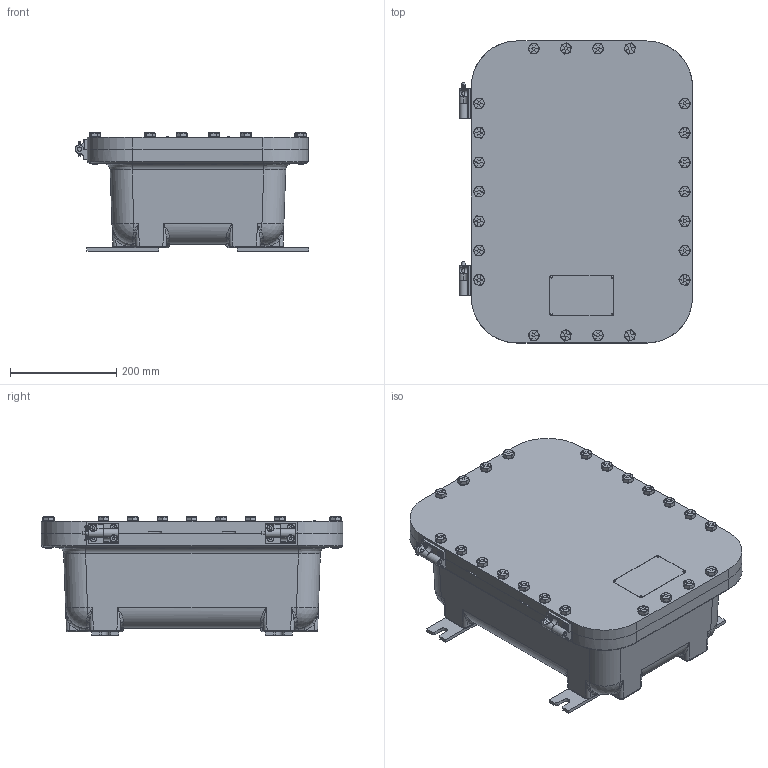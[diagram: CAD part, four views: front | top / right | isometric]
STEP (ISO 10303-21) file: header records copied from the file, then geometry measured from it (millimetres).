
FILE_DESCRIPTION(/* description */ (''),/* implementation_level */ '2;1');
FILE_NAME(/* name */ 'KIL_EXBLTP - 12186 N4.stp',/* time_stamp */ '2020-01-13T15:49:07+05:00',/* author */ ('mashraf'),/* organization */ (''),/* preprocessor_version */ 'ST-DEVELOPER v18',/* originating_system */ 'Autodesk Inventor 2020',/* authorisation */ '');
FILE_SCHEMA (('AUTOMOTIVE_DESIGN { 1 0 10303 214 3 1 1 }'));
Length unit declared in the file: inch
Products named in the file (16): EXBLTP - 12186 N4; 51305ABAM (EXBLT-12186); 25328AAAM; 0720361B; 20859AAAB; 16464BAAB; 0106275B; 16972AAAB; 14729AAIB-1218; Hinge 11T; 18095; SAE J487a - 1/8 x 3/4    Extended Prong Square Cut Type; Hinge 11B; 18094; 18093; 18147AABB
Assembly tree (57 placements, depth 3):
  EXBLTP - 12186 N4
    51305ABAM (EXBLT-12186)
    25328AAAM
    0720361B  x22
    20859AAAB
    16464BAAB  x4
    0106275B  x4
    16972AAAB  x8
    14729AAIB-1218
    Hinge 11T
      18095
      18093
      SAE J487a - 1/8 x 3/4    Extended Prong Square Cut Type
    Hinge 11B
      18094
      18093
    18147AABB  x8
Bounding box: 439.74 x 568.45 x 222.77 mm (x, y, z)
Volume: 13666812.1 mm3; surface area: 1722798.5 mm2
Topology: 57 solids, 58 shells, 3442 faces, 9034 edges, 5752 vertices
Faces by surface type: plane 2284, cylinder 413, cone 384, bspline 275, torus 78, sphere 8
Full cylindrical faces by diameter (mm): 0.635 x4, 2.07 x4, 2.502 x4, 2.778 x4, 2.779 x1, 5.613 x8, 6.198 x8, 6.746 x8, 7.798 x16, 8.075 x2, 8.077 x4, 9.286 x8, 10.312 x8, 10.592 x22, 12.418 x8, 12.423 x22, 13.494 x26, 19.05 x22
Entity records: 45416 total; most frequent: CARTESIAN_POINT 15404, ORIENTED_EDGE 6202, DIRECTION 5577, EDGE_CURVE 3101, AXIS2_PLACEMENT_3D 2028, VERTEX_POINT 2022, LINE 1521, VECTOR 1521
